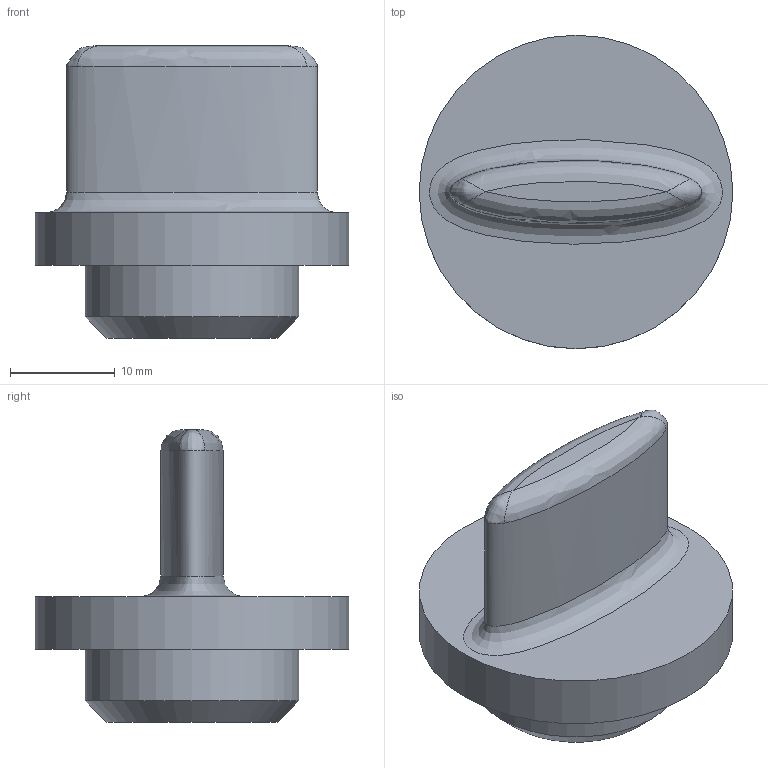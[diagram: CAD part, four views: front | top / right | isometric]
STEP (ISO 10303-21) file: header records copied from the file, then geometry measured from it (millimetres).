
FILE_DESCRIPTION(('HOOPS Exchange Step'),'2;1');
FILE_NAME('temp_export','2024-10-14T12:59:47-05:00',('mobile'),('Shapr3D Limited'),'HOOPS Exchange 2024.2','Shapr3D','Authorized');
FILE_SCHEMA( ('AP203_CONFIGURATION_CONTROLLED_3D_DESIGN_OF_MECHANICAL_PARTS_AND_ASSEMBLIES_MIM_LF') );
Length unit declared in the file: millimetre
Products named in the file (1): Tapa pequena
Bounding box: 30 x 30 x 28 mm (x, y, z)
Volume: 7510.1 mm3; surface area: 2985.5 mm2
Topology: 1 solids, 1 shells, 13 faces, 28 edges, 17 vertices
Faces by surface type: bspline 5, plane 4, cylinder 2, extrusion 1, cone 1
Full cylindrical faces by diameter (mm): 20.4 x1, 30 x1
Entity records: 6233 total; most frequent: CARTESIAN_POINT 5969, ORIENTED_EDGE 52, DIRECTION 37, EDGE_CURVE 26, VERTEX_POINT 17, AXIS2_PLACEMENT_3D 16, EDGE_LOOP 15, FACE_BOUND 15
